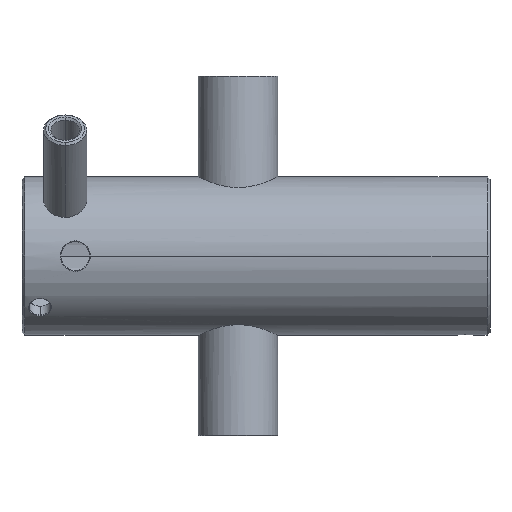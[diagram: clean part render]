
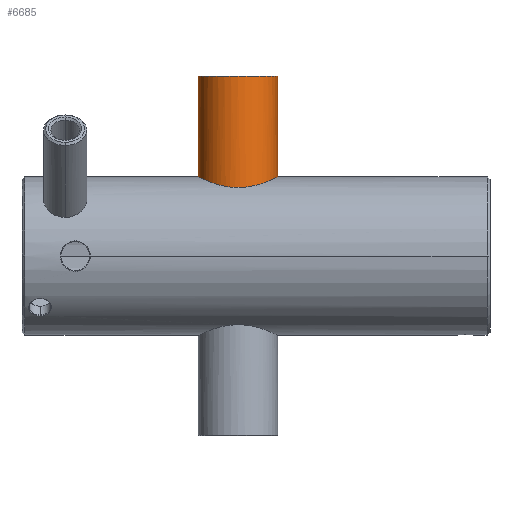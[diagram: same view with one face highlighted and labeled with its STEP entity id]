
A CAD part, top view. The second image highlights one B-rep face of the part: STEP entity #6685.
In plain terms, the highlighted cylindrical face has radius 5.5 mm (diameter 11 mm), a partial arc.
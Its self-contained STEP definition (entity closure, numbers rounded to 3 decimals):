
#307 = CARTESIAN_POINT ( 'NONE',  ( 34.362, 10.476, 3.369 ) ) ;
#358 = CARTESIAN_POINT ( 'NONE',  ( 35.5, 11., 0. ) ) ;
#416 = CARTESIAN_POINT ( 'NONE',  ( 27.542, 9.833, 4.933 ) ) ;
#519 = VERTEX_POINT ( 'NONE', #10285 ) ;
#1282 = CARTESIAN_POINT ( 'NONE',  ( 35.319, 10.911, 1.445 ) ) ;
#1340 = CARTESIAN_POINT ( 'NONE',  ( 24.5, 11., 0.365 ) ) ;
#1352 = CARTESIAN_POINT ( 'NONE',  ( 35.5, 25., 0. ) ) ;
#1353 = ORIENTED_EDGE ( 'NONE', *, *, #7738, .F. ) ;
#1622 = EDGE_LOOP ( 'NONE', ( #5019, #8361, #8409, #10460, #1353 ) ) ;
#1887 = CARTESIAN_POINT ( 'NONE',  ( 29.271, 9.552, 5.455 ) ) ;
#1891 = DIRECTION ( 'NONE',  ( 0., -1., 0. ) ) ;
#1939 = CARTESIAN_POINT ( 'NONE',  ( 33.629, 10.193, 4.137 ) ) ;
#1982 = EDGE_CURVE ( 'NONE', #9626, #7775, #3380, .T. ) ;
#2097 = CARTESIAN_POINT ( 'NONE',  ( 26.361, 10.195, 4.139 ) ) ;
#2125 = DIRECTION ( 'NONE',  ( 0., -1., 0. ) ) ;
#2135 = CARTESIAN_POINT ( 'NONE',  ( 24.5, 25., 0. ) ) ;
#2732 = EDGE_CURVE ( 'NONE', #519, #9626, #2847, .T. ) ;
#2766 = CARTESIAN_POINT ( 'NONE',  ( 35.463, 10.981, 0.733 ) ) ;
#2821 = CARTESIAN_POINT ( 'NONE',  ( 30.371, 9.526, 5.5 ) ) ;
#2847 = CIRCLE ( 'NONE', #3721, 5.5 ) ;
#2878 = CARTESIAN_POINT ( 'NONE',  ( 29.091, 9.568, 5.427 ) ) ;
#2932 = CARTESIAN_POINT ( 'NONE',  ( 26.638, 10.098, 4.367 ) ) ;
#2997 = CARTESIAN_POINT ( 'NONE',  ( 35.5, 25., 0. ) ) ;
#3059 = DIRECTION ( 'NONE',  ( 0., -1., 0. ) ) ;
#3173 = VECTOR ( 'NONE', #3059, 1000. ) ;
#3289 = VECTOR ( 'NONE', #3584, 1000. ) ;
#3358 = AXIS2_PLACEMENT_3D ( 'NONE', #8552, #1891, #4486 ) ;
#3380 = LINE ( 'NONE', #6674, #3289 ) ;
#3537 = CARTESIAN_POINT ( 'NONE',  ( 25.862, 10.384, 3.64 ) ) ;
#3584 = DIRECTION ( 'NONE',  ( 0., -1., 0. ) ) ;
#3641 = CARTESIAN_POINT ( 'NONE',  ( 35.5, 11., 0.37 ) ) ;
#3697 = CARTESIAN_POINT ( 'NONE',  ( 35.21, 10.857, 1.798 ) ) ;
#3721 = AXIS2_PLACEMENT_3D ( 'NONE', #8792, #2125, #6314 ) ;
#3750 = CARTESIAN_POINT ( 'NONE',  ( 27.228, 9.917, 4.764 ) ) ;
#3801 = CARTESIAN_POINT ( 'NONE',  ( 25.066, 10.728, 2.456 ) ) ;
#4031 = CARTESIAN_POINT ( 'NONE',  ( 24.536, 10.982, 0.728 ) ) ;
#4332 = CYLINDRICAL_SURFACE ( 'NONE', #6593, 5.5 ) ;
#4486 = DIRECTION ( 'NONE',  ( 1., 0., 0. ) ) ;
#5019 = ORIENTED_EDGE ( 'NONE', *, *, #5310, .T. ) ;
#5255 = CARTESIAN_POINT ( 'NONE',  ( 33.355, 10.099, 4.362 ) ) ;
#5310 = EDGE_CURVE ( 'NONE', #5459, #519, #7998, .T. ) ;
#5358 = CARTESIAN_POINT ( 'NONE',  ( 31.267, 9.608, 5.355 ) ) ;
#5392 = CARTESIAN_POINT ( 'NONE',  ( 35.5, 11., 0. ) ) ;
#5459 = VERTEX_POINT ( 'NONE', #2997 ) ;
#5711 = LINE ( 'NONE', #1352, #3173 ) ;
#5917 = FACE_OUTER_BOUND ( 'NONE', #1622, .T. ) ;
#6122 = CARTESIAN_POINT ( 'NONE',  ( 29.637, 9.531, 5.491 ) ) ;
#6177 = CARTESIAN_POINT ( 'NONE',  ( 33.76, 10.241, 4.018 ) ) ;
#6230 = CARTESIAN_POINT ( 'NONE',  ( 34.931, 10.726, 2.462 ) ) ;
#6314 = DIRECTION ( 'NONE',  ( 1., 0., 0. ) ) ;
#6340 = CARTESIAN_POINT ( 'NONE',  ( 24.645, 10.928, 1.267 ) ) ;
#6593 = AXIS2_PLACEMENT_3D ( 'NONE', #9212, #6827, #9164 ) ;
#6674 = CARTESIAN_POINT ( 'NONE',  ( 24.5, 25., 0. ) ) ;
#6685 = ADVANCED_FACE ( 'NONE', ( #5917 ), #4332, .T. ) ;
#6825 = CARTESIAN_POINT ( 'NONE',  ( 31.792, 9.692, 5.203 ) ) ;
#6827 = DIRECTION ( 'NONE',  ( 0., -1., 0. ) ) ;
#6988 = CARTESIAN_POINT ( 'NONE',  ( 33.211, 10.052, 4.469 ) ) ;
#7165 = CARTESIAN_POINT ( 'NONE',  ( 24.5, 11., 0. ) ) ;
#7222 = B_SPLINE_CURVE_WITH_KNOTS ( 'NONE', 3,
 ( #358, #3641, #2766, #1282, #3697, #6230, #9366, #307, #9312, #6177, #1939, #5255, #6988, #9524, #8706, #7733, #6825, #10227, #5358, #10284, #2821, #10337, #6122, #1887, #2878, #9470, #8492, #8652, #7844, #416, #3750, #2932, #2097, #3537, #10123, #8764, #3801, #9635, #9751, #9695, #6340, #4031, #1340, #10391 ),
 .UNSPECIFIED., .F., .F.,
 ( 4, 2, 2, 2, 2, 2, 2, 2, 2, 2, 2, 2, 2, 2, 2, 2, 2, 2, 2, 2, 2, 4 ),
 ( 0., 0.001, 0.002, 0.003, 0.004, 0.005, 0.005, 0.007, 0.007, 0.008, 0.009, 0.009, 0.01, 0.01, 0.011, 0.012, 0.013, 0.014, 0.015, 0.016, 0.016, 0.017 ),
 .UNSPECIFIED. ) ;
#7733 = CARTESIAN_POINT ( 'NONE',  ( 31.961, 9.725, 5.141 ) ) ;
#7738 = EDGE_CURVE ( 'NONE', #5459, #10705, #5711, .T. ) ;
#7775 = VERTEX_POINT ( 'NONE', #7165 ) ;
#7844 = CARTESIAN_POINT ( 'NONE',  ( 28.041, 9.724, 5.142 ) ) ;
#7998 = CIRCLE ( 'NONE', #3358, 5.5 ) ;
#8361 = ORIENTED_EDGE ( 'NONE', *, *, #2732, .T. ) ;
#8409 = ORIENTED_EDGE ( 'NONE', *, *, #1982, .T. ) ;
#8492 = CARTESIAN_POINT ( 'NONE',  ( 28.559, 9.633, 5.311 ) ) ;
#8552 = CARTESIAN_POINT ( 'NONE',  ( 30., 25., 0. ) ) ;
#8652 = CARTESIAN_POINT ( 'NONE',  ( 28.213, 9.691, 5.205 ) ) ;
#8706 = CARTESIAN_POINT ( 'NONE',  ( 32.456, 9.832, 4.934 ) ) ;
#8764 = CARTESIAN_POINT ( 'NONE',  ( 25.236, 10.65, 2.772 ) ) ;
#8792 = CARTESIAN_POINT ( 'NONE',  ( 30., 25., 0. ) ) ;
#9010 = EDGE_CURVE ( 'NONE', #10705, #7775, #7222, .T. ) ;
#9164 = DIRECTION ( 'NONE',  ( 1., 0., 0. ) ) ;
#9212 = CARTESIAN_POINT ( 'NONE',  ( 30., 25., 0. ) ) ;
#9312 = CARTESIAN_POINT ( 'NONE',  ( 34.134, 10.382, 3.644 ) ) ;
#9366 = CARTESIAN_POINT ( 'NONE',  ( 34.762, 10.649, 2.776 ) ) ;
#9470 = CARTESIAN_POINT ( 'NONE',  ( 28.735, 9.608, 5.356 ) ) ;
#9524 = CARTESIAN_POINT ( 'NONE',  ( 32.768, 9.916, 4.766 ) ) ;
#9626 = VERTEX_POINT ( 'NONE', #2135 ) ;
#9635 = CARTESIAN_POINT ( 'NONE',  ( 24.858, 10.825, 1.961 ) ) ;
#9695 = CARTESIAN_POINT ( 'NONE',  ( 24.69, 10.906, 1.445 ) ) ;
#9751 = CARTESIAN_POINT ( 'NONE',  ( 24.797, 10.855, 1.792 ) ) ;
#10123 = CARTESIAN_POINT ( 'NONE',  ( 25.637, 10.477, 3.367 ) ) ;
#10227 = CARTESIAN_POINT ( 'NONE',  ( 31.445, 9.634, 5.31 ) ) ;
#10284 = CARTESIAN_POINT ( 'NONE',  ( 30.732, 9.548, 5.463 ) ) ;
#10285 = CARTESIAN_POINT ( 'NONE',  ( 30., 25., 5.5 ) ) ;
#10337 = CARTESIAN_POINT ( 'NONE',  ( 29.822, 9.526, 5.5 ) ) ;
#10391 = CARTESIAN_POINT ( 'NONE',  ( 24.5, 11., 0. ) ) ;
#10460 = ORIENTED_EDGE ( 'NONE', *, *, #9010, .F. ) ;
#10705 = VERTEX_POINT ( 'NONE', #5392 ) ;
